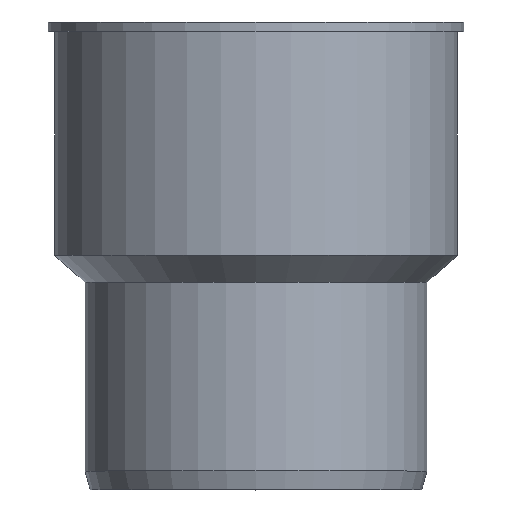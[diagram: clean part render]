
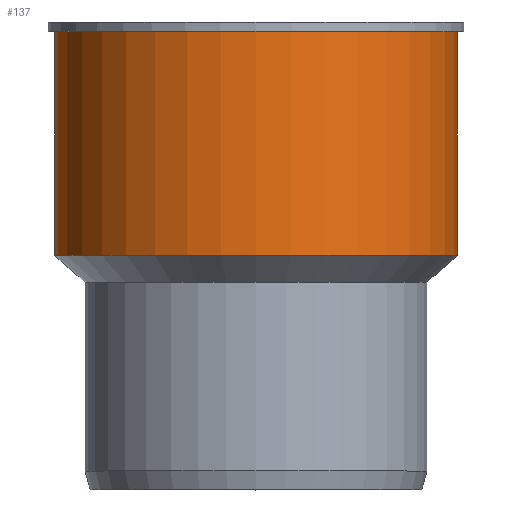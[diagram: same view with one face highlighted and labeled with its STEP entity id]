
A CAD part, top view. The second image highlights one B-rep face of the part: STEP entity #137.
In plain terms, the highlighted cylindrical face has radius 65.1 mm (diameter 130.2 mm), a full revolution.
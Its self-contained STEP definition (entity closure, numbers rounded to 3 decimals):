
#24=FACE_BOUND('',#51,.T.);
#36=FACE_OUTER_BOUND('',#50,.T.);
#50=EDGE_LOOP('',(#110));
#51=EDGE_LOOP('',(#111));
#72=CIRCLE('',#153,65.1);
#73=CIRCLE('',#155,65.1);
#84=VERTEX_POINT('',#230);
#85=VERTEX_POINT('',#233);
#96=EDGE_CURVE('',#84,#84,#72,.T.);
#97=EDGE_CURVE('',#85,#85,#73,.T.);
#110=ORIENTED_EDGE('',*,*,#96,.T.);
#111=ORIENTED_EDGE('',*,*,#97,.F.);
#131=CYLINDRICAL_SURFACE('',#154,65.1);
#137=ADVANCED_FACE('',(#36,#24),#131,.T.);
#153=AXIS2_PLACEMENT_3D('',#231,#183,#184);
#154=AXIS2_PLACEMENT_3D('',#232,#185,#186);
#155=AXIS2_PLACEMENT_3D('',#234,#187,#188);
#183=DIRECTION('center_axis',(0.,-1.,0.));
#184=DIRECTION('ref_axis',(1.,0.,0.));
#185=DIRECTION('center_axis',(0.,-1.,0.));
#186=DIRECTION('ref_axis',(1.,0.,0.));
#187=DIRECTION('center_axis',(0.,-1.,0.));
#188=DIRECTION('ref_axis',(1.,0.,0.));
#230=CARTESIAN_POINT('',(65.1,148.,0.));
#231=CARTESIAN_POINT('Origin',(0.,148.,0.));
#232=CARTESIAN_POINT('Origin',(0.,111.85,0.));
#233=CARTESIAN_POINT('',(65.1,75.7,0.));
#234=CARTESIAN_POINT('Origin',(0.,75.7,0.));
